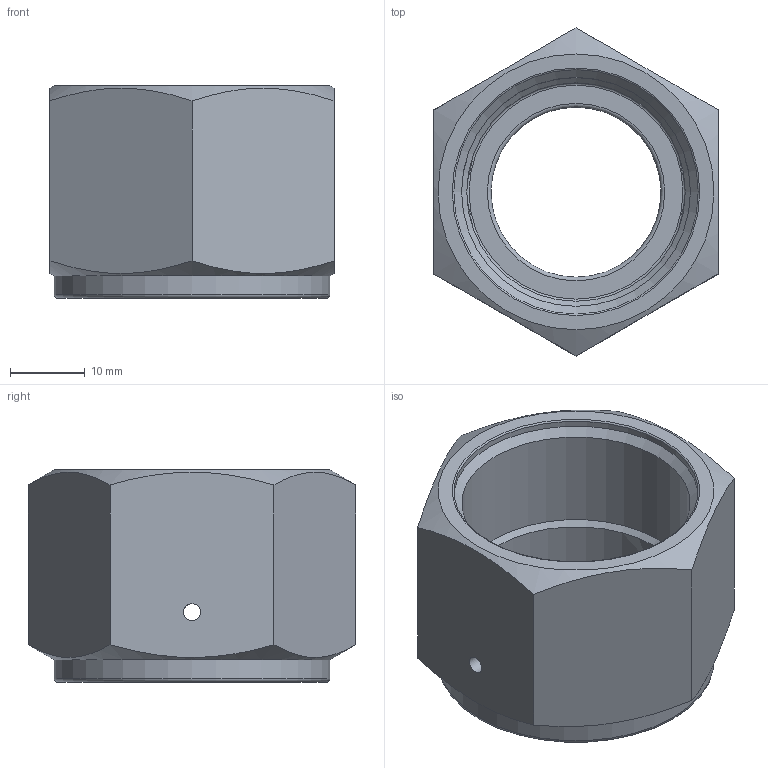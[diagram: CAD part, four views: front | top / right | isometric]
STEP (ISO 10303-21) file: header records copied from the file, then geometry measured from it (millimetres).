
FILE_DESCRIPTION(/* description */ (''),/* implementation_level */ '2;1');
FILE_NAME(/* name */ 'SM12FN.stp',/* time_stamp */ '2025-03-10T14:17:39+09:00',/* author */ ('user'),/* organization */ (''),/* preprocessor_version */ 'ST-DEVELOPER v20',/* originating_system */ 'Autodesk Inventor 2022',/* authorisation */ '');
FILE_SCHEMA (('AUTOMOTIVE_DESIGN { 1 0 10303 214 3 1 1 }'));
Length unit declared in the file: millimetre
Products named in the file (1): SM12FN
Bounding box: 38.1 x 43.99 x 28.5 mm (x, y, z)
Volume: 15467.8 mm3; surface area: 7737.6 mm2
Topology: 1 solids, 1 shells, 25 faces, 59 edges, 37 vertices
Faces by surface type: plane 9, cylinder 7, torus 5, cone 4
Full cylindrical faces by diameter (mm): 2.3 x2, 22.8 x1, 29.3 x1, 30.7 x1, 32.8 x1, 37 x1
Entity records: 830 total; most frequent: CARTESIAN_POINT 212, DIRECTION 125, ORIENTED_EDGE 118, EDGE_CURVE 59, AXIS2_PLACEMENT_3D 54, VERTEX_POINT 37, EDGE_LOOP 32, CIRCLE 28
